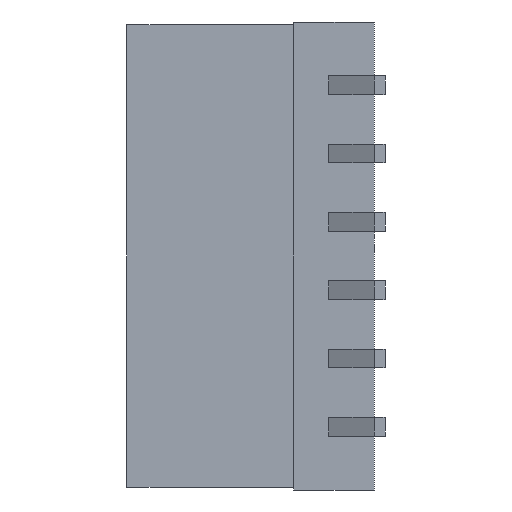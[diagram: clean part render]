
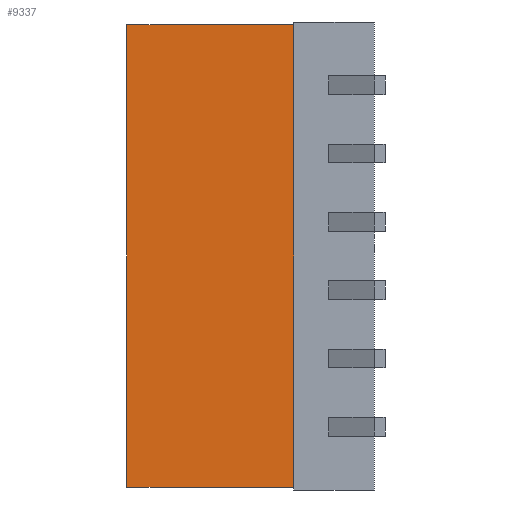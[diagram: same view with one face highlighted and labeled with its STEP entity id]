
A CAD part, left-side view. The second image highlights one B-rep face of the part: STEP entity #9337.
In plain terms, the highlighted planar face has unit normal (-1, 0, 0).
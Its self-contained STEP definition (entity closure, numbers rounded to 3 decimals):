
#824=FACE_OUTER_BOUND('',#1364,.T.);
#1364=EDGE_LOOP('',(#5846,#5847,#5848,#5849));
#1940=LINE('',#11652,#2779);
#1947=LINE('',#11720,#2786);
#1954=LINE('',#11734,#2793);
#1957=LINE('',#11739,#2796);
#2779=VECTOR('',#10201,1000.);
#2786=VECTOR('',#10210,1000.);
#2793=VECTOR('',#10221,1000.);
#2796=VECTOR('',#10226,1000.);
#3618=VERTEX_POINT('',#11649);
#3619=VERTEX_POINT('',#11651);
#3627=VERTEX_POINT('',#11718);
#3632=VERTEX_POINT('',#11733);
#4473=EDGE_CURVE('',#3618,#3619,#1940,.T.);
#4482=EDGE_CURVE('',#3627,#3618,#1947,.T.);
#4489=EDGE_CURVE('',#3619,#3632,#1954,.T.);
#4492=EDGE_CURVE('',#3627,#3632,#1957,.T.);
#5846=ORIENTED_EDGE('',*,*,#4492,.T.);
#5847=ORIENTED_EDGE('',*,*,#4489,.F.);
#5848=ORIENTED_EDGE('',*,*,#4473,.F.);
#5849=ORIENTED_EDGE('',*,*,#4482,.F.);
#8522=PLANE('',#9895);
#9337=ADVANCED_FACE('',(#824),#8522,.T.);
#9895=AXIS2_PLACEMENT_3D('',#11738,#10224,#10225);
#10201=DIRECTION('',(0.,0.,1.));
#10210=DIRECTION('',(0.,1.,0.));
#10221=DIRECTION('',(0.,-1.,0.));
#10224=DIRECTION('center_axis',(-1.,0.,0.));
#10225=DIRECTION('ref_axis',(0.,0.,1.));
#10226=DIRECTION('',(0.,0.,1.));
#11649=CARTESIAN_POINT('',(-8.4,9.2,-8.6));
#11651=CARTESIAN_POINT('',(-8.4,9.2,8.6));
#11652=CARTESIAN_POINT('',(-8.4,9.2,8.7));
#11718=CARTESIAN_POINT('',(-8.4,3.,-8.6));
#11720=CARTESIAN_POINT('',(-8.4,3.,-8.6));
#11733=CARTESIAN_POINT('',(-8.4,3.,8.6));
#11734=CARTESIAN_POINT('',(-8.4,3.,8.6));
#11738=CARTESIAN_POINT('Origin',(-8.4,3.,-8.6));
#11739=CARTESIAN_POINT('',(-8.4,3.,-8.6));
